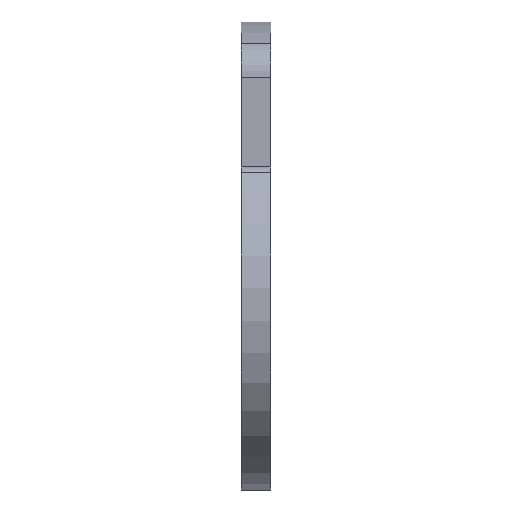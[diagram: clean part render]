
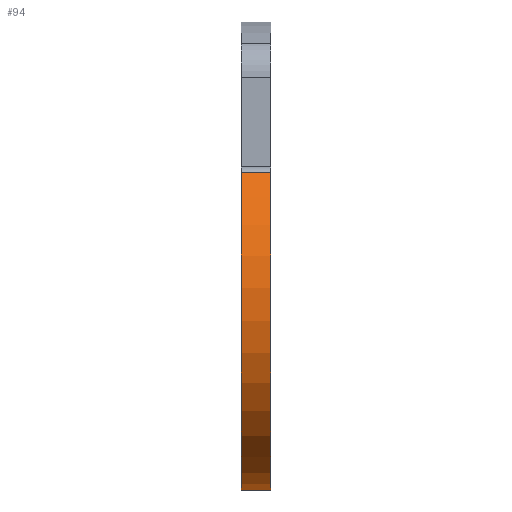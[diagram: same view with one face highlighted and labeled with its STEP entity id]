
A CAD part, left-side view. The second image highlights one B-rep face of the part: STEP entity #94.
In plain terms, the highlighted cylindrical face has radius 5 mm (diameter 10 mm), a partial arc.
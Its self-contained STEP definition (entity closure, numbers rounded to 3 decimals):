
#17 = ORIENTED_EDGE ( 'NONE', *, *, #375, .T. ) ;
#24 = EDGE_CURVE ( 'NONE', #635, #272, #566, .T. ) ;
#78 = CIRCLE ( 'NONE', #267, 5. ) ;
#94 = ADVANCED_FACE ( 'NONE', ( #311 ), #530, .T. ) ;
#132 = CARTESIAN_POINT ( 'NONE',  ( 3.558, 0.4, 3.313 ) ) ;
#147 = ORIENTED_EDGE ( 'NONE', *, *, #259, .T. ) ;
#163 = DIRECTION ( 'NONE',  ( 0., 1., 0. ) ) ;
#259 = EDGE_CURVE ( 'NONE', #272, #562, #322, .T. ) ;
#267 = AXIS2_PLACEMENT_3D ( 'NONE', #378, #554, #494 ) ;
#272 = VERTEX_POINT ( 'NONE', #593 ) ;
#290 = AXIS2_PLACEMENT_3D ( 'NONE', #372, #163, #491 ) ;
#311 = FACE_OUTER_BOUND ( 'NONE', #536, .T. ) ;
#322 = CIRCLE ( 'NONE', #290, 5. ) ;
#324 = CARTESIAN_POINT ( 'NONE',  ( 3.558, 0.4, 3.313 ) ) ;
#332 = VERTEX_POINT ( 'NONE', #664 ) ;
#372 = CARTESIAN_POINT ( 'NONE',  ( 0., -0.4, -0.2 ) ) ;
#375 = EDGE_CURVE ( 'NONE', #562, #332, #513, .T. ) ;
#378 = CARTESIAN_POINT ( 'NONE',  ( 0., 0.4, -0.2 ) ) ;
#389 = DIRECTION ( 'NONE',  ( 0., -1., 0. ) ) ;
#408 = ORIENTED_EDGE ( 'NONE', *, *, #690, .F. ) ;
#460 = VECTOR ( 'NONE', #507, 1000. ) ;
#468 = CARTESIAN_POINT ( 'NONE',  ( 0., 0.4, -0.2 ) ) ;
#471 = DIRECTION ( 'NONE',  ( 0., 0., -1. ) ) ;
#473 = CARTESIAN_POINT ( 'NONE',  ( -3.558, -0.4, 3.313 ) ) ;
#491 = DIRECTION ( 'NONE',  ( 0., 0., 1. ) ) ;
#494 = DIRECTION ( 'NONE',  ( 0., 0., 1. ) ) ;
#496 = VECTOR ( 'NONE', #389, 1000. ) ;
#507 = DIRECTION ( 'NONE',  ( 0., 1., 0. ) ) ;
#513 = LINE ( 'NONE', #607, #460 ) ;
#530 = CYLINDRICAL_SURFACE ( 'NONE', #563, 5. ) ;
#536 = EDGE_LOOP ( 'NONE', ( #147, #17, #408, #546 ) ) ;
#546 = ORIENTED_EDGE ( 'NONE', *, *, #24, .T. ) ;
#554 = DIRECTION ( 'NONE',  ( 0., 1., 0. ) ) ;
#562 = VERTEX_POINT ( 'NONE', #473 ) ;
#563 = AXIS2_PLACEMENT_3D ( 'NONE', #468, #576, #471 ) ;
#566 = LINE ( 'NONE', #132, #496 ) ;
#576 = DIRECTION ( 'NONE',  ( 0., -1., 0. ) ) ;
#593 = CARTESIAN_POINT ( 'NONE',  ( 3.558, -0.4, 3.313 ) ) ;
#607 = CARTESIAN_POINT ( 'NONE',  ( -3.558, 0.4, 3.313 ) ) ;
#635 = VERTEX_POINT ( 'NONE', #324 ) ;
#664 = CARTESIAN_POINT ( 'NONE',  ( -3.558, 0.4, 3.313 ) ) ;
#690 = EDGE_CURVE ( 'NONE', #635, #332, #78, .T. ) ;
